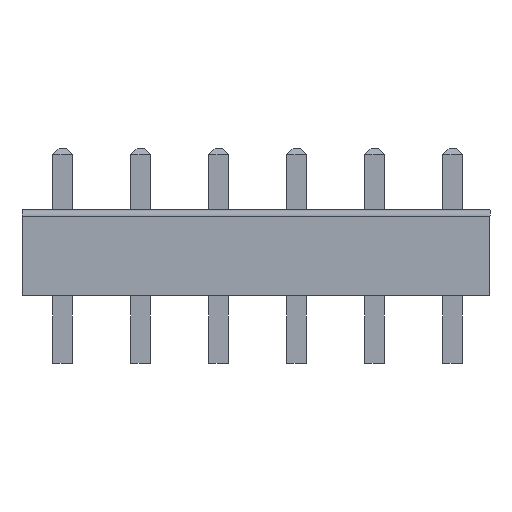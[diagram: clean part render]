
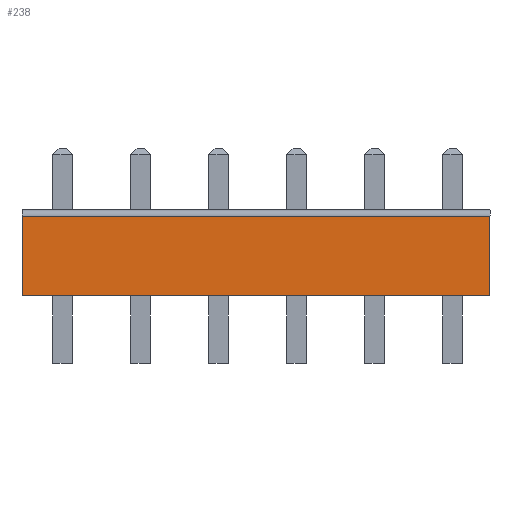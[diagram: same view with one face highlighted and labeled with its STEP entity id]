
A CAD part, left-side view. The second image highlights one B-rep face of the part: STEP entity #238.
In plain terms, the highlighted planar face has unit normal (-1, 0, 0).
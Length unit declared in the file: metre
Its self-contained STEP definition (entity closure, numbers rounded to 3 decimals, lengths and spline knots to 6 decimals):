
#238 = ADVANCED_FACE( '', ( #524 ), #525, .T. );
#524 = FACE_OUTER_BOUND( '', #873, .T. );
#525 = PLANE( '', #874 );
#873 = EDGE_LOOP( '', ( #1391, #1392, #1393, #1394 ) );
#874 = AXIS2_PLACEMENT_3D( '', #1395, #1396, #1397 );
#1391 = ORIENTED_EDGE( '', *, *, #2087, .T. );
#1392 = ORIENTED_EDGE( '', *, *, #2088, .F. );
#1393 = ORIENTED_EDGE( '', *, *, #2026, .F. );
#1394 = ORIENTED_EDGE( '', *, *, #2089, .T. );
#1395 = CARTESIAN_POINT( '', ( -0.00125, -0.00762, -0.0013 ) );
#1396 = DIRECTION( '', ( -1., 0., 0. ) );
#1397 = DIRECTION( '', ( 0., 1., 0. ) );
#2026 = EDGE_CURVE( '', #2422, #2423, #2424, .T. );
#2087 = EDGE_CURVE( '', #2513, #2514, #2515, .T. );
#2088 = EDGE_CURVE( '', #2423, #2514, #2516, .T. );
#2089 = EDGE_CURVE( '', #2422, #2513, #2517, .T. );
#2422 = VERTEX_POINT( '', #2972 );
#2423 = VERTEX_POINT( '', #2973 );
#2424 = LINE( '', #2974, #2975 );
#2513 = VERTEX_POINT( '', #3108 );
#2514 = VERTEX_POINT( '', #3109 );
#2515 = LINE( '', #3110, #3111 );
#2516 = LINE( '', #3112, #3113 );
#2517 = LINE( '', #3114, #3115 );
#2972 = CARTESIAN_POINT( '', ( -0.00125, -0.00762, -0.0013 ) );
#2973 = CARTESIAN_POINT( '', ( -0.00125, 0.00762, -0.0013 ) );
#2974 = CARTESIAN_POINT( '', ( -0.00125, -0.00762, -0.0013 ) );
#2975 = VECTOR( '', #3470, 1. );
#3108 = CARTESIAN_POINT( '', ( -0.00125, -0.00762, 0.0013 ) );
#3109 = CARTESIAN_POINT( '', ( -0.00125, 0.00762, 0.0013 ) );
#3110 = CARTESIAN_POINT( '', ( -0.00125, -0.00762, 0.0013 ) );
#3111 = VECTOR( '', #3515, 1. );
#3112 = CARTESIAN_POINT( '', ( -0.00125, 0.00762, -0.0013 ) );
#3113 = VECTOR( '', #3516, 1. );
#3114 = CARTESIAN_POINT( '', ( -0.00125, -0.00762, -0.0013 ) );
#3115 = VECTOR( '', #3517, 1. );
#3470 = DIRECTION( '', ( 0., 1., 0. ) );
#3515 = DIRECTION( '', ( 0., 1., 0. ) );
#3516 = DIRECTION( '', ( 0., 0., 1. ) );
#3517 = DIRECTION( '', ( 0., 0., 1. ) );
